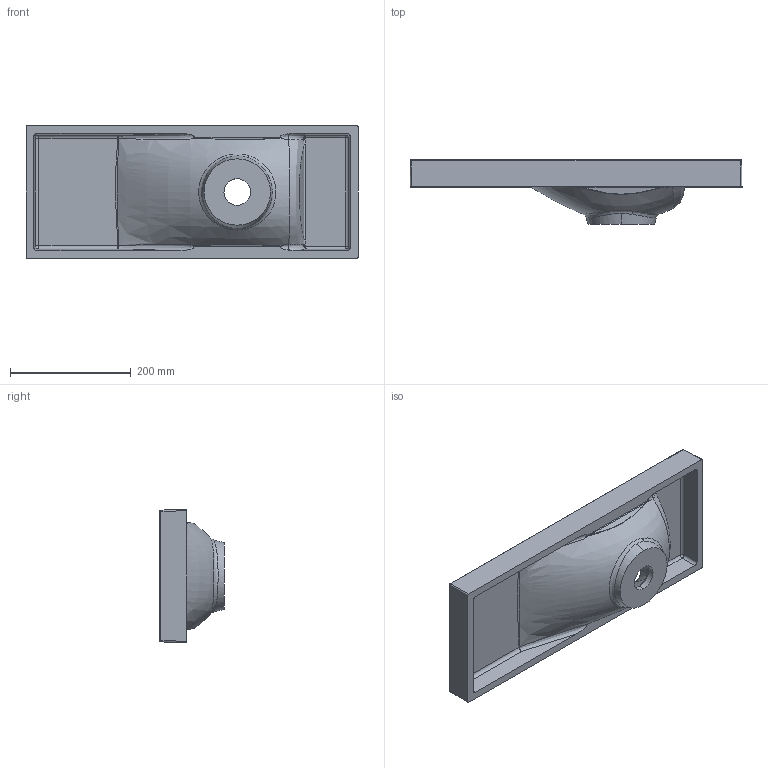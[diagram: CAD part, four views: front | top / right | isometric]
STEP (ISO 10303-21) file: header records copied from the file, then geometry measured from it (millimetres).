
FILE_DESCRIPTION (( 'STEP AP203' ), '1' );
FILE_NAME ('6301490601.STEP', '2020-12-16T22:40:17', ( '' ), ( '' ), 'SwSTEP 2.0', 'SolidWorks 2019', '' );
FILE_SCHEMA (( 'CONFIG_CONTROL_DESIGN' ));
Length unit declared in the file: millimetre
Products named in the file (1): 6301490601
Bounding box: 550 x 107 x 220 mm (x, y, z)
Volume: 2520518.6 mm3; surface area: 381197.2 mm2
Topology: 1 solids, 1 shells, 92 faces, 220 edges, 121 vertices
Faces by surface type: bspline 39, cylinder 24, plane 19, sphere 8, cone 2
Entity records: 14134 total; most frequent: CARTESIAN_POINT 12329, ORIENTED_EDGE 416, DIRECTION 274, EDGE_CURVE 208, VERTEX_POINT 121, AXIS2_PLACEMENT_3D 108, EDGE_LOOP 97, ADVANCED_FACE 92
